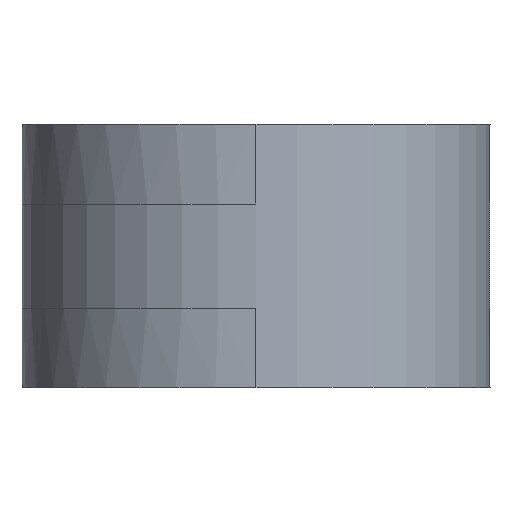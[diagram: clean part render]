
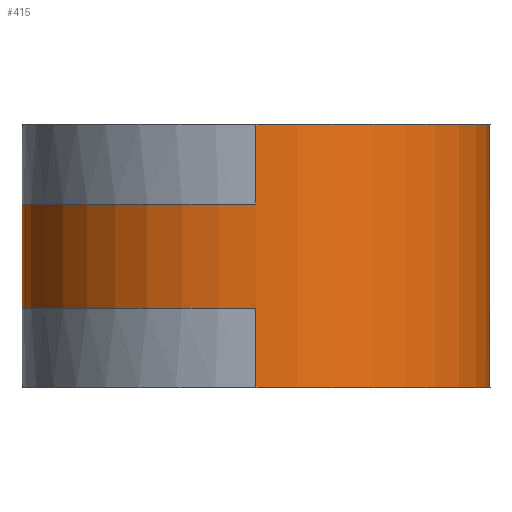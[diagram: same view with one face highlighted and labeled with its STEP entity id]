
A CAD part, left-side view. The second image highlights one B-rep face of the part: STEP entity #415.
In plain terms, the highlighted cylindrical face has radius 56.25 mm (diameter 112.5 mm), a partial arc.
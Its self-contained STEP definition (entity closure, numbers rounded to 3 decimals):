
#196=CARTESIAN_POINT('Axis2P3D Location',(-154.157,0.,6.25)) ;
#201=CARTESIAN_POINT('Line Origine',(-97.907,0.,15.825)) ;
#205=CARTESIAN_POINT('Vertex',(-97.907,0.,12.5)) ;
#207=CARTESIAN_POINT('Vertex',(-97.907,0.,31.65)) ;
#214=CARTESIAN_POINT('Vertex',(-151.813,56.201,12.5)) ;
#217=CARTESIAN_POINT('Axis2P3D Location',(-154.157,0.,12.5)) ;
#221=CARTESIAN_POINT('Vertex',(-210.407,0.,12.5)) ;
#224=CARTESIAN_POINT('Line Origine',(-210.407,0.,15.825)) ;
#228=CARTESIAN_POINT('Vertex',(-210.407,0.,31.65)) ;
#260=CARTESIAN_POINT('Vertex',(-151.813,56.201,-12.5)) ;
#263=CARTESIAN_POINT('Line Origine',(-151.813,56.201,0.)) ;
#285=CARTESIAN_POINT('Line Origine',(-151.813,-56.201,0.)) ;
#289=CARTESIAN_POINT('Vertex',(-151.813,-56.201,12.5)) ;
#291=CARTESIAN_POINT('Vertex',(-151.813,-56.201,-12.5)) ;
#323=CARTESIAN_POINT('Axis2P3D Location',(-154.157,0.,12.5)) ;
#363=CARTESIAN_POINT('Axis2P3D Location',(-154.157,0.,-12.5)) ;
#367=CARTESIAN_POINT('Vertex',(-210.407,0.,-12.5)) ;
#370=CARTESIAN_POINT('Line Origine',(-210.407,0.,15.825)) ;
#374=CARTESIAN_POINT('Vertex',(-210.407,0.,-31.65)) ;
#377=CARTESIAN_POINT('Axis2P3D Location',(-154.157,0.,-31.65)) ;
#381=CARTESIAN_POINT('Vertex',(-97.907,0.,-31.65)) ;
#384=CARTESIAN_POINT('Line Origine',(-97.907,0.,15.825)) ;
#388=CARTESIAN_POINT('Vertex',(-97.907,0.,-12.5)) ;
#391=CARTESIAN_POINT('Axis2P3D Location',(-154.157,0.,-12.5)) ;
#396=CARTESIAN_POINT('Axis2P3D Location',(-154.157,0.,31.65)) ;
#197=DIRECTION('Axis2P3D Direction',(0.,0.,1.)) ;
#198=DIRECTION('Axis2P3D XDirection',(1.,0.,0.)) ;
#202=DIRECTION('Vector Direction',(0.,0.,1.)) ;
#218=DIRECTION('Axis2P3D Direction',(0.,0.,1.)) ;
#225=DIRECTION('Vector Direction',(0.,0.,1.)) ;
#264=DIRECTION('Vector Direction',(0.,0.,1.)) ;
#286=DIRECTION('Vector Direction',(0.,0.,1.)) ;
#324=DIRECTION('Axis2P3D Direction',(0.,0.,1.)) ;
#364=DIRECTION('Axis2P3D Direction',(0.,0.,1.)) ;
#371=DIRECTION('Vector Direction',(0.,0.,1.)) ;
#378=DIRECTION('Axis2P3D Direction',(0.,0.,1.)) ;
#385=DIRECTION('Vector Direction',(0.,0.,1.)) ;
#392=DIRECTION('Axis2P3D Direction',(0.,0.,1.)) ;
#397=DIRECTION('Axis2P3D Direction',(0.,0.,1.)) ;
#199=AXIS2_PLACEMENT_3D('Cylinder Axis2P3D',#196,#197,#198) ;
#219=AXIS2_PLACEMENT_3D('Circle Axis2P3D',#217,#218,$) ;
#325=AXIS2_PLACEMENT_3D('Circle Axis2P3D',#323,#324,$) ;
#365=AXIS2_PLACEMENT_3D('Circle Axis2P3D',#363,#364,$) ;
#379=AXIS2_PLACEMENT_3D('Circle Axis2P3D',#377,#378,$) ;
#393=AXIS2_PLACEMENT_3D('Circle Axis2P3D',#391,#392,$) ;
#398=AXIS2_PLACEMENT_3D('Circle Axis2P3D',#396,#397,$) ;
#402=ORIENTED_EDGE('',*,*,#230,.F.) ;
#403=ORIENTED_EDGE('',*,*,#223,.F.) ;
#404=ORIENTED_EDGE('',*,*,#267,.T.) ;
#405=ORIENTED_EDGE('',*,*,#369,.T.) ;
#406=ORIENTED_EDGE('',*,*,#376,.T.) ;
#407=ORIENTED_EDGE('',*,*,#383,.T.) ;
#408=ORIENTED_EDGE('',*,*,#390,.F.) ;
#409=ORIENTED_EDGE('',*,*,#395,.F.) ;
#410=ORIENTED_EDGE('',*,*,#293,.F.) ;
#411=ORIENTED_EDGE('',*,*,#327,.T.) ;
#412=ORIENTED_EDGE('',*,*,#209,.T.) ;
#413=ORIENTED_EDGE('',*,*,#400,.F.) ;
#203=VECTOR('Line Direction',#202,1.) ;
#226=VECTOR('Line Direction',#225,1.) ;
#265=VECTOR('Line Direction',#264,1.) ;
#287=VECTOR('Line Direction',#286,1.) ;
#372=VECTOR('Line Direction',#371,1.) ;
#386=VECTOR('Line Direction',#385,1.) ;
#415=ADVANCED_FACE('PartBody',(#414),#200,.T.) ;
#220=CIRCLE('generated circle',#219,56.25) ;
#326=CIRCLE('generated circle',#325,56.25) ;
#366=CIRCLE('generated circle',#365,56.25) ;
#380=CIRCLE('generated circle',#379,56.25) ;
#394=CIRCLE('generated circle',#393,56.25) ;
#399=CIRCLE('generated circle',#398,56.25) ;
#200=CYLINDRICAL_SURFACE('generated cylinder',#199,56.25) ;
#209=EDGE_CURVE('',#206,#208,#204,.T.) ;
#223=EDGE_CURVE('',#215,#222,#220,.T.) ;
#230=EDGE_CURVE('',#222,#229,#227,.T.) ;
#267=EDGE_CURVE('',#215,#261,#266,.F.) ;
#293=EDGE_CURVE('',#290,#292,#288,.F.) ;
#327=EDGE_CURVE('',#290,#206,#326,.T.) ;
#369=EDGE_CURVE('',#261,#368,#366,.T.) ;
#376=EDGE_CURVE('',#368,#375,#373,.F.) ;
#383=EDGE_CURVE('',#375,#382,#380,.T.) ;
#390=EDGE_CURVE('',#389,#382,#387,.F.) ;
#395=EDGE_CURVE('',#292,#389,#394,.T.) ;
#400=EDGE_CURVE('',#229,#208,#399,.T.) ;
#401=EDGE_LOOP('',(#402,#403,#404,#405,#406,#407,#408,#409,#410,#411,#412,#413)) ;
#414=FACE_OUTER_BOUND('',#401,.T.) ;
#204=LINE('Line',#201,#203) ;
#227=LINE('Line',#224,#226) ;
#266=LINE('Line',#263,#265) ;
#288=LINE('Line',#285,#287) ;
#373=LINE('Line',#370,#372) ;
#387=LINE('Line',#384,#386) ;
#206=VERTEX_POINT('',#205) ;
#208=VERTEX_POINT('',#207) ;
#215=VERTEX_POINT('',#214) ;
#222=VERTEX_POINT('',#221) ;
#229=VERTEX_POINT('',#228) ;
#261=VERTEX_POINT('',#260) ;
#290=VERTEX_POINT('',#289) ;
#292=VERTEX_POINT('',#291) ;
#368=VERTEX_POINT('',#367) ;
#375=VERTEX_POINT('',#374) ;
#382=VERTEX_POINT('',#381) ;
#389=VERTEX_POINT('',#388) ;
